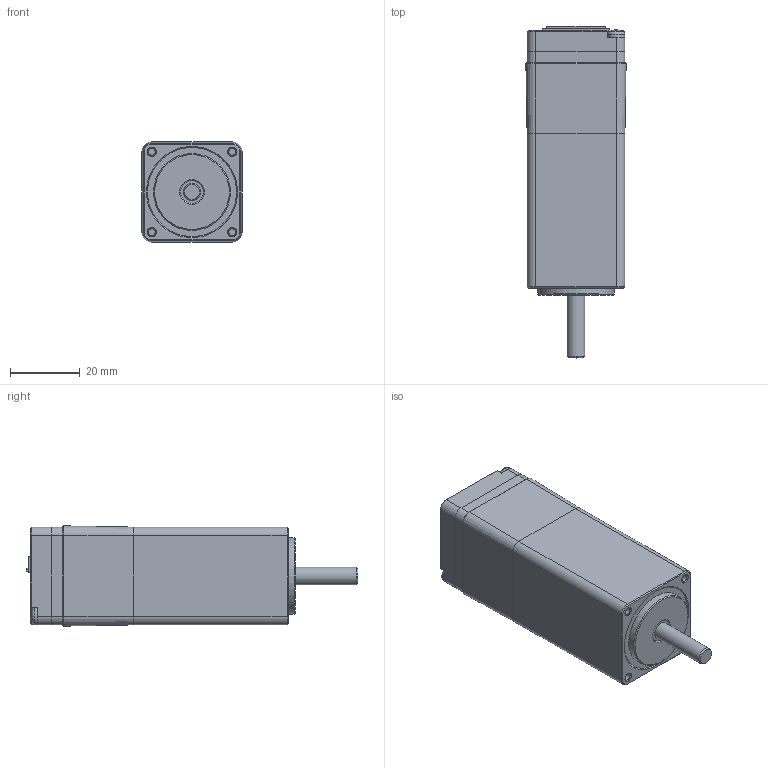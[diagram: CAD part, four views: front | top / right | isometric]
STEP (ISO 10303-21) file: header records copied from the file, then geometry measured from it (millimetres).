
FILE_DESCRIPTION(/* description */ (''),/* implementation_level */ '2;1');
FILE_NAME(/* name */ 'PD1-C281L15-E-20.stp',/* time_stamp */ '2023-11-02T15:33:55+01:00',/* author */ ('angelika.schneid'),/* organization */ (''),/* preprocessor_version */ 'ST-DEVELOPER v18.1',/* originating_system */ 'Autodesk Inventor 2021',/* authorisation */ '');
FILE_SCHEMA (('AUTOMOTIVE_DESIGN { 1 0 10303 214 3 1 1 }'));
Products named in the file (1): PD1-C281S15-E-OF-2
Bounding box: 28.69 x 95.02 x 28.69 mm (x, y, z)
Volume: 65344.5 mm3; surface area: 25634.7 mm2
Topology: 36 solids, 48 shells, 1145 faces, 2880 edges, 1877 vertices
Faces by surface type: plane 806, cylinder 203, bspline 50, cone 49, torus 31, sphere 6
Full cylindrical faces by diameter (mm): 0.991 x3, 2.013 x2, 2.05 x6, 2.256 x2, 2.3 x4, 2.5 x10, 2.8 x6, 2.9 x2, 3.8 x4, 4 x2, 5 x1, 17.18 x1, 22 x1
Entity records: 44989 total; most frequent: CARTESIAN_POINT 16241, ORIENTED_EDGE 5740, DIRECTION 5572, EDGE_CURVE 2878, LINE 2112, VECTOR 2112, VERTEX_POINT 1877, AXIS2_PLACEMENT_3D 1730
